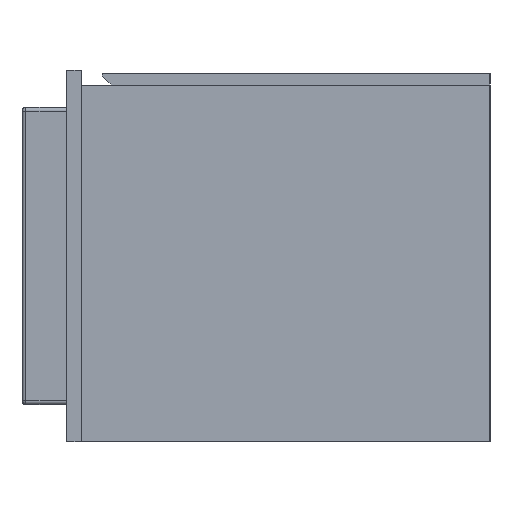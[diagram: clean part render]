
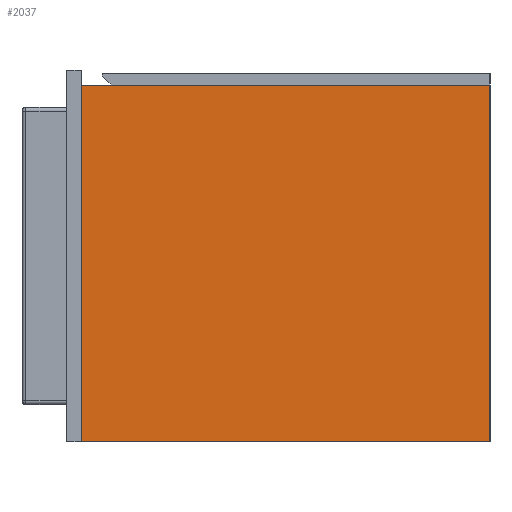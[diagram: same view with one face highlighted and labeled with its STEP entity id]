
A CAD part, left-side view. The second image highlights one B-rep face of the part: STEP entity #2037.
In plain terms, the highlighted planar face has unit normal (-1, 0, 0).
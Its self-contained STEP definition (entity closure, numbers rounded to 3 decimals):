
#4 = LINE ( 'NONE', #1306, #4374 ) ;
#405 = VERTEX_POINT ( 'NONE', #420 ) ;
#420 = CARTESIAN_POINT ( 'NONE',  ( -369., -275., 480. ) ) ;
#430 = CARTESIAN_POINT ( 'NONE',  ( -369., -275., 0. ) ) ;
#441 = EDGE_LOOP ( 'NONE', ( #2325, #903, #4363, #3601 ) ) ;
#637 = DIRECTION ( 'NONE',  ( -1., 0., 0. ) ) ;
#695 = DIRECTION ( 'NONE',  ( 0., -1., 0. ) ) ;
#729 = EDGE_CURVE ( 'NONE', #405, #3056, #3916, .T. ) ;
#844 = LINE ( 'NONE', #3431, #3723 ) ;
#903 = ORIENTED_EDGE ( 'NONE', *, *, #2326, .F. ) ;
#1306 = CARTESIAN_POINT ( 'NONE',  ( -369., -275., 480. ) ) ;
#1559 = CARTESIAN_POINT ( 'NONE',  ( -369., 275., 480. ) ) ;
#1639 = DIRECTION ( 'NONE',  ( 0., 1., 0. ) ) ;
#1643 = FACE_OUTER_BOUND ( 'NONE', #441, .T. ) ;
#1659 = DIRECTION ( 'NONE',  ( 0., 0., -1. ) ) ;
#2037 = ADVANCED_FACE ( 'NONE', ( #1643 ), #5572, .T. ) ;
#2081 = CARTESIAN_POINT ( 'NONE',  ( -369., 275., 480. ) ) ;
#2114 = VECTOR ( 'NONE', #5534, 1000. ) ;
#2325 = ORIENTED_EDGE ( 'NONE', *, *, #4686, .F. ) ;
#2326 = EDGE_CURVE ( 'NONE', #405, #3362, #4, .T. ) ;
#2833 = CARTESIAN_POINT ( 'NONE',  ( -369., 275., 480. ) ) ;
#2852 = CARTESIAN_POINT ( 'NONE',  ( -369., 275., 0. ) ) ;
#3010 = LINE ( 'NONE', #5287, #5608 ) ;
#3056 = VERTEX_POINT ( 'NONE', #2081 ) ;
#3362 = VERTEX_POINT ( 'NONE', #430 ) ;
#3431 = CARTESIAN_POINT ( 'NONE',  ( -369., 275., 480. ) ) ;
#3591 = VERTEX_POINT ( 'NONE', #2852 ) ;
#3601 = ORIENTED_EDGE ( 'NONE', *, *, #3745, .T. ) ;
#3723 = VECTOR ( 'NONE', #1659, 1000. ) ;
#3745 = EDGE_CURVE ( 'NONE', #3056, #3591, #844, .T. ) ;
#3916 = LINE ( 'NONE', #2833, #2114 ) ;
#4363 = ORIENTED_EDGE ( 'NONE', *, *, #729, .T. ) ;
#4374 = VECTOR ( 'NONE', #5814, 1000. ) ;
#4572 = AXIS2_PLACEMENT_3D ( 'NONE', #1559, #637, #695 ) ;
#4686 = EDGE_CURVE ( 'NONE', #3362, #3591, #3010, .T. ) ;
#5287 = CARTESIAN_POINT ( 'NONE',  ( -369., 275., 0. ) ) ;
#5534 = DIRECTION ( 'NONE',  ( 0., 1., 0. ) ) ;
#5572 = PLANE ( 'NONE',  #4572 ) ;
#5608 = VECTOR ( 'NONE', #1639, 1000. ) ;
#5814 = DIRECTION ( 'NONE',  ( 0., 0., -1. ) ) ;
